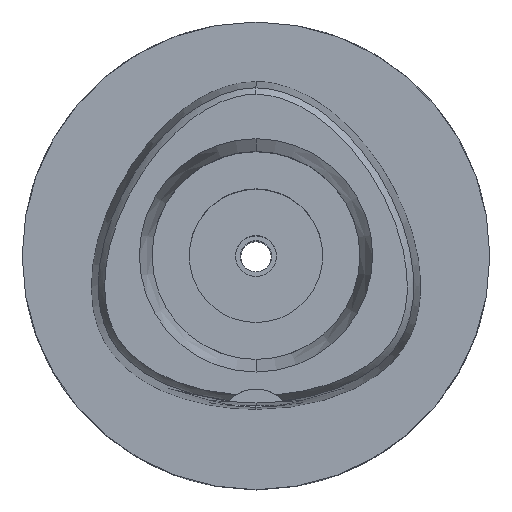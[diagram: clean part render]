
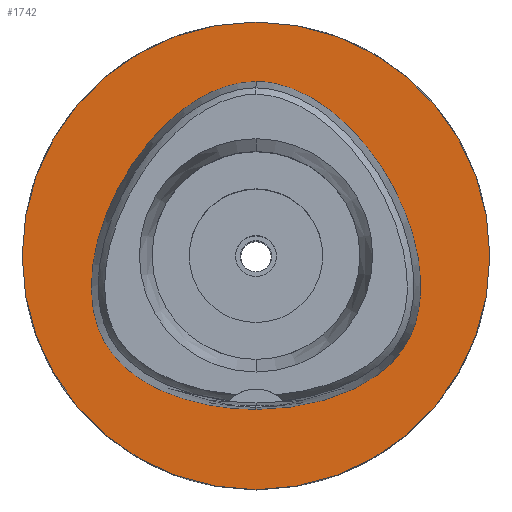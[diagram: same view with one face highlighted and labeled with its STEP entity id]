
A CAD part, top view. The second image highlights one B-rep face of the part: STEP entity #1742.
In plain terms, the highlighted planar face has unit normal (0, 0, 1).
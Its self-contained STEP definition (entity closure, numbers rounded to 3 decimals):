
#11 = CARTESIAN_POINT ( 'NONE',  ( 14.408, 15.641, 0. ) ) ;
#214 = AXIS2_PLACEMENT_3D ( 'NONE', #270, #3351, #1438 ) ;
#219 = CARTESIAN_POINT ( 'NONE',  ( -16.959, -15.678, 0. ) ) ;
#270 = CARTESIAN_POINT ( 'NONE',  ( 0., 0., 0. ) ) ;
#338 = CARTESIAN_POINT ( 'NONE',  ( 6.341, -20.298, 0. ) ) ;
#383 = CARTESIAN_POINT ( 'NONE',  ( 21.555, -8.996, 0. ) ) ;
#454 = B_SPLINE_CURVE_WITH_KNOTS ( 'NONE', 3,
 ( #3828, #1935, #338, #3804, #2265, #1566, #4160, #756, #4111, #3782, #383, #4487, #1891, #3367, #3411, #1915, #11, #3435, #705, #2219, #3952, #3483, #3878 ),
 .UNSPECIFIED., .F., .F.,
 ( 4, 1, 1, 1, 1, 1, 1, 1, 1, 1, 1, 1, 1, 1, 1, 1, 1, 1, 1, 1, 4 ),
 ( 0., 0.083, 0.167, 0.208, 0.25, 0.292, 0.313, 0.333, 0.354, 0.375, 0.417, 0.458, 0.5, 0.583, 0.667, 0.75, 0.833, 0.875, 0.917, 0.958, 1. ),
 .UNSPECIFIED. ) ;
#491 = CARTESIAN_POINT ( 'NONE',  ( 0., 23.475, 0. ) ) ;
#597 = CARTESIAN_POINT ( 'NONE',  ( -2.565, 23.293, 0. ) ) ;
#705 = CARTESIAN_POINT ( 'NONE',  ( 7.571, 21.315, 0. ) ) ;
#756 = CARTESIAN_POINT ( 'NONE',  ( 19.649, -12.825, 0. ) ) ;
#766 = VERTEX_POINT ( 'NONE', #1124 ) ;
#773 = CIRCLE ( 'NONE', #1881, 31.5 ) ;
#812 = FACE_OUTER_BOUND ( 'NONE', #3114, .T. ) ;
#913 = CARTESIAN_POINT ( 'NONE',  ( 0., 0., 0. ) ) ;
#924 = ORIENTED_EDGE ( 'NONE', *, *, #1130, .F. ) ;
#1124 = CARTESIAN_POINT ( 'NONE',  ( 0., -20.675, 0. ) ) ;
#1130 = EDGE_CURVE ( 'NONE', #3669, #1282, #773, .T. ) ;
#1172 = AXIS2_PLACEMENT_3D ( 'NONE', #4236, #2339, #1970 ) ;
#1208 = CARTESIAN_POINT ( 'NONE',  ( 0., 31.5, 0. ) ) ;
#1282 = VERTEX_POINT ( 'NONE', #2816 ) ;
#1338 = CARTESIAN_POINT ( 'NONE',  ( -18.068, 10.432, 0. ) ) ;
#1389 = CARTESIAN_POINT ( 'NONE',  ( -20.749, 4.657, 0. ) ) ;
#1410 = EDGE_CURVE ( 'NONE', #1282, #3669, #4509, .T. ) ;
#1438 = DIRECTION ( 'NONE',  ( 0., -1., 0. ) ) ;
#1441 = CARTESIAN_POINT ( 'NONE',  ( 0., -20.675, 0. ) ) ;
#1566 = CARTESIAN_POINT ( 'NONE',  ( 16.959, -15.678, 0. ) ) ;
#1692 = ORIENTED_EDGE ( 'NONE', *, *, #1800, .F. ) ;
#1730 = CARTESIAN_POINT ( 'NONE',  ( -20.932, -10.604, 0. ) ) ;
#1742 = ADVANCED_FACE ( 'NONE', ( #812, #2713 ), #3095, .F. ) ;
#1756 = CARTESIAN_POINT ( 'NONE',  ( -10.746, 19.174, 0. ) ) ;
#1800 = EDGE_CURVE ( 'NONE', #766, #3677, #454, .T. ) ;
#1881 = AXIS2_PLACEMENT_3D ( 'NONE', #913, #2076, #4369 ) ;
#1891 = CARTESIAN_POINT ( 'NONE',  ( 22.245, -4.1, 0. ) ) ;
#1915 = CARTESIAN_POINT ( 'NONE',  ( 18.068, 10.432, 0. ) ) ;
#1935 = CARTESIAN_POINT ( 'NONE',  ( 2.114, -20.675, 0. ) ) ;
#1970 = DIRECTION ( 'NONE',  ( 0., -1., 0. ) ) ;
#2076 = DIRECTION ( 'NONE',  ( 0., 0., -1. ) ) ;
#2079 = CARTESIAN_POINT ( 'NONE',  ( -11.233, -18.893, 0. ) ) ;
#2219 = CARTESIAN_POINT ( 'NONE',  ( 5.098, 22.526, 0. ) ) ;
#2265 = CARTESIAN_POINT ( 'NONE',  ( 14.673, -17.214, 0. ) ) ;
#2339 = DIRECTION ( 'NONE',  ( 0., 0., -1. ) ) ;
#2475 = CARTESIAN_POINT ( 'NONE',  ( -18.568, -14.169, 0. ) ) ;
#2524 = CARTESIAN_POINT ( 'NONE',  ( -14.673, -17.214, 0. ) ) ;
#2571 = CARTESIAN_POINT ( 'NONE',  ( -7.571, 21.315, 0. ) ) ;
#2713 = FACE_BOUND ( 'NONE', #4710, .T. ) ;
#2816 = CARTESIAN_POINT ( 'NONE',  ( 0., -31.5, 0. ) ) ;
#2927 = CARTESIAN_POINT ( 'NONE',  ( 0., 23.475, 0. ) ) ;
#3095 = PLANE ( 'NONE',  #1172 ) ;
#3114 = EDGE_LOOP ( 'NONE', ( #924, #4711 ) ) ;
#3253 = CARTESIAN_POINT ( 'NONE',  ( -5.098, 22.526, 0. ) ) ;
#3278 = CARTESIAN_POINT ( 'NONE',  ( -14.408, 15.641, 0. ) ) ;
#3351 = DIRECTION ( 'NONE',  ( 0., 0., -1. ) ) ;
#3367 = CARTESIAN_POINT ( 'NONE',  ( 21.978, -0.281, 0. ) ) ;
#3411 = CARTESIAN_POINT ( 'NONE',  ( 20.749, 4.657, 0. ) ) ;
#3435 = CARTESIAN_POINT ( 'NONE',  ( 10.746, 19.174, 0. ) ) ;
#3483 = CARTESIAN_POINT ( 'NONE',  ( 0.855, 23.475, 0. ) ) ;
#3597 = CARTESIAN_POINT ( 'NONE',  ( -2.114, -20.675, 0. ) ) ;
#3627 = EDGE_CURVE ( 'NONE', #3677, #766, #3639, .T. ) ;
#3639 = B_SPLINE_CURVE_WITH_KNOTS ( 'NONE', 3,
 ( #2927, #4051, #597, #3253, #2571, #1756, #3278, #1338, #1389, #4816, #4077, #4449, #4740, #1730, #4418, #3647, #2475, #219, #2524, #2079, #4791, #3597, #1441 ),
 .UNSPECIFIED., .F., .F.,
 ( 4, 1, 1, 1, 1, 1, 1, 1, 1, 1, 1, 1, 1, 1, 1, 1, 1, 1, 1, 1, 4 ),
 ( 0., 0.042, 0.083, 0.125, 0.167, 0.25, 0.333, 0.417, 0.5, 0.542, 0.583, 0.625, 0.646, 0.667, 0.688, 0.708, 0.75, 0.792, 0.833, 0.917, 1. ),
 .UNSPECIFIED. ) ;
#3647 = CARTESIAN_POINT ( 'NONE',  ( -19.649, -12.825, 0. ) ) ;
#3669 = VERTEX_POINT ( 'NONE', #1208 ) ;
#3677 = VERTEX_POINT ( 'NONE', #491 ) ;
#3782 = CARTESIAN_POINT ( 'NONE',  ( 20.932, -10.604, 0. ) ) ;
#3804 = CARTESIAN_POINT ( 'NONE',  ( 11.233, -18.893, 0. ) ) ;
#3828 = CARTESIAN_POINT ( 'NONE',  ( 0., -20.675, 0. ) ) ;
#3878 = CARTESIAN_POINT ( 'NONE',  ( 0., 23.475, 0. ) ) ;
#3952 = CARTESIAN_POINT ( 'NONE',  ( 2.565, 23.293, 0. ) ) ;
#4051 = CARTESIAN_POINT ( 'NONE',  ( -0.855, 23.475, 0. ) ) ;
#4077 = CARTESIAN_POINT ( 'NONE',  ( -22.245, -4.1, 0. ) ) ;
#4111 = CARTESIAN_POINT ( 'NONE',  ( 20.35, -11.749, 0. ) ) ;
#4160 = CARTESIAN_POINT ( 'NONE',  ( 18.568, -14.169, 0. ) ) ;
#4236 = CARTESIAN_POINT ( 'NONE',  ( 0., 0., 0. ) ) ;
#4369 = DIRECTION ( 'NONE',  ( 0., 1., 0. ) ) ;
#4418 = CARTESIAN_POINT ( 'NONE',  ( -20.35, -11.749, 0. ) ) ;
#4449 = CARTESIAN_POINT ( 'NONE',  ( -22.057, -6.848, 0. ) ) ;
#4469 = ORIENTED_EDGE ( 'NONE', *, *, #3627, .F. ) ;
#4487 = CARTESIAN_POINT ( 'NONE',  ( 22.057, -6.848, 0. ) ) ;
#4509 = CIRCLE ( 'NONE', #214, 31.5 ) ;
#4710 = EDGE_LOOP ( 'NONE', ( #4469, #1692 ) ) ;
#4711 = ORIENTED_EDGE ( 'NONE', *, *, #1410, .F. ) ;
#4740 = CARTESIAN_POINT ( 'NONE',  ( -21.555, -8.996, 0. ) ) ;
#4791 = CARTESIAN_POINT ( 'NONE',  ( -6.341, -20.298, 0. ) ) ;
#4816 = CARTESIAN_POINT ( 'NONE',  ( -21.978, -0.281, 0. ) ) ;
